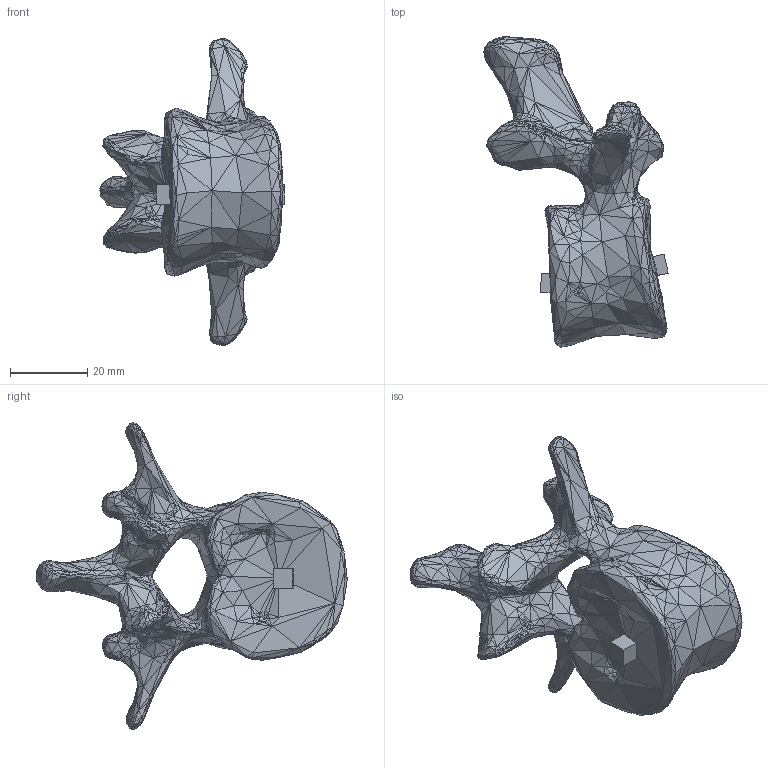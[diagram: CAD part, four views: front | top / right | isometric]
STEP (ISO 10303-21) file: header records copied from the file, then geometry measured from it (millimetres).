
FILE_DESCRIPTION(/* description */ (''),/* implementation_level */ '2;1');
FILE_NAME(/* name */ 'L2_.step',/* time_stamp */ '2022-06-24T13:00:38-04:00',/* author */ (''),/* organization */ (''),/* preprocessor_version */ 'ST-DEVELOPER v19',/* originating_system */ 'Autodesk Translation Framework v11.7.0.108',/* authorisation */ '');
FILE_SCHEMA (('AUTOMOTIVE_DESIGN { 1 0 10303 214 3 1 1 }'));
Products named in the file (1): L2
Bounding box: 47.72 x 80.37 x 79.41 mm (x, y, z)
Volume: 44070.3 mm3; surface area: 11800 mm2
Topology: 1 solids, 1 shells, 3228 faces, 4873 edges, 1645 vertices
Faces by surface type: plane 3228
Entity records: 63266 total; most frequent: DIRECTION 11331, CARTESIAN_POINT 9747, ORIENTED_EDGE 9746, LINE 4873, VECTOR 4873, EDGE_CURVE 4873, AXIS2_PLACEMENT_3D 3229, FACE_OUTER_BOUND 3228
